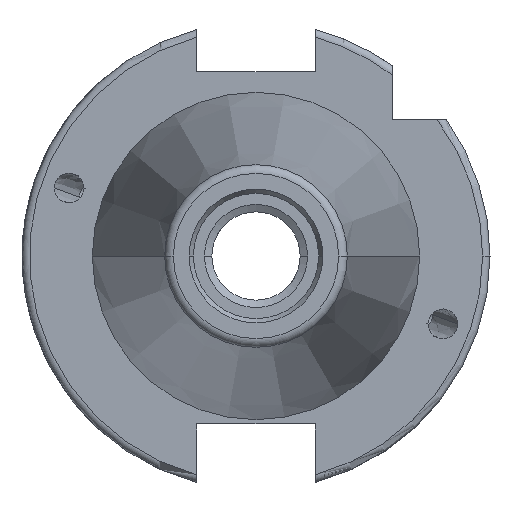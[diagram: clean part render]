
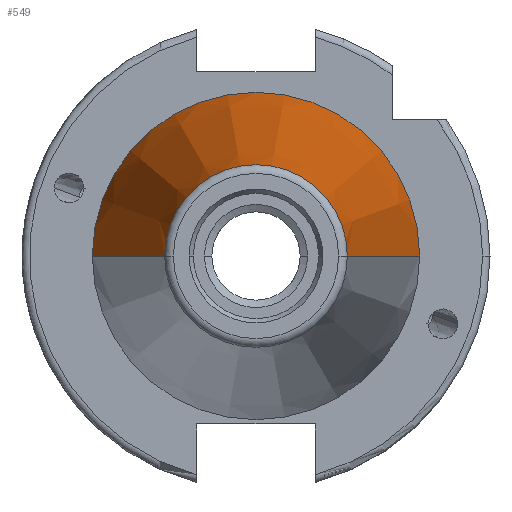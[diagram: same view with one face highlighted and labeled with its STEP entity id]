
A CAD part, left-side view. The second image highlights one B-rep face of the part: STEP entity #549.
In plain terms, the highlighted conical face has half-angle 8.297 degrees and reference radius 22.225 mm.
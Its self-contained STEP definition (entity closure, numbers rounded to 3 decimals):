
#3 = DIRECTION ( 'NONE',  ( -1., 0., 0. ) ) ;
#14 = EDGE_CURVE ( 'NONE', #2866, #3107, #775, .T. ) ;
#106 = VECTOR ( 'NONE', #2918, 1000. ) ;
#137 = CARTESIAN_POINT ( 'NONE',  ( 0., 0., 0. ) ) ;
#369 = VECTOR ( 'NONE', #3111, 1000. ) ;
#451 = DIRECTION ( 'NONE',  ( 1., 0., 0. ) ) ;
#549 = ADVANCED_FACE ( 'NONE', ( #1719 ), #3643, .T. ) ;
#678 = CARTESIAN_POINT ( 'NONE',  ( 0., 0., 0. ) ) ;
#717 = CARTESIAN_POINT ( 'NONE',  ( -67.373, -12.4, 0. ) ) ;
#775 = CIRCLE ( 'NONE', #3385, 12.4 ) ;
#983 = DIRECTION ( 'NONE',  ( 0., -1., 0. ) ) ;
#1098 = CARTESIAN_POINT ( 'NONE',  ( 0., 22.225, 0. ) ) ;
#1104 = ORIENTED_EDGE ( 'NONE', *, *, #2274, .T. ) ;
#1392 = EDGE_CURVE ( 'NONE', #3107, #1838, #2517, .T. ) ;
#1455 = LINE ( 'NONE', #2805, #369 ) ;
#1641 = CIRCLE ( 'NONE', #1649, 22.225 ) ;
#1649 = AXIS2_PLACEMENT_3D ( 'NONE', #678, #2787, #983 ) ;
#1719 = FACE_OUTER_BOUND ( 'NONE', #2935, .T. ) ;
#1815 = CARTESIAN_POINT ( 'NONE',  ( -67.373, 0., 0. ) ) ;
#1838 = VERTEX_POINT ( 'NONE', #2281 ) ;
#1944 = VERTEX_POINT ( 'NONE', #3808 ) ;
#2005 = ORIENTED_EDGE ( 'NONE', *, *, #1392, .F. ) ;
#2193 = EDGE_CURVE ( 'NONE', #1944, #1838, #1641, .T. ) ;
#2214 = ORIENTED_EDGE ( 'NONE', *, *, #2193, .T. ) ;
#2274 = EDGE_CURVE ( 'NONE', #2866, #1944, #1455, .T. ) ;
#2281 = CARTESIAN_POINT ( 'NONE',  ( 0., 22.225, 0. ) ) ;
#2334 = CARTESIAN_POINT ( 'NONE',  ( -67.373, 12.4, 0. ) ) ;
#2384 = ORIENTED_EDGE ( 'NONE', *, *, #14, .F. ) ;
#2416 = DIRECTION ( 'NONE',  ( 0., -1., 0. ) ) ;
#2517 = LINE ( 'NONE', #1098, #106 ) ;
#2759 = DIRECTION ( 'NONE',  ( 0., 1., 0. ) ) ;
#2787 = DIRECTION ( 'NONE',  ( -1., 0., 0. ) ) ;
#2805 = CARTESIAN_POINT ( 'NONE',  ( 0., -22.225, 0. ) ) ;
#2866 = VERTEX_POINT ( 'NONE', #717 ) ;
#2918 = DIRECTION ( 'NONE',  ( 0.99, 0.144, 0. ) ) ;
#2935 = EDGE_LOOP ( 'NONE', ( #2384, #1104, #2214, #2005 ) ) ;
#2964 = AXIS2_PLACEMENT_3D ( 'NONE', #137, #451, #2759 ) ;
#3107 = VERTEX_POINT ( 'NONE', #2334 ) ;
#3111 = DIRECTION ( 'NONE',  ( 0.99, -0.144, 0. ) ) ;
#3385 = AXIS2_PLACEMENT_3D ( 'NONE', #1815, #3, #2416 ) ;
#3643 = CONICAL_SURFACE ( 'NONE', #2964, 22.225, 0.145 ) ;
#3808 = CARTESIAN_POINT ( 'NONE',  ( 0., -22.225, 0. ) ) ;
